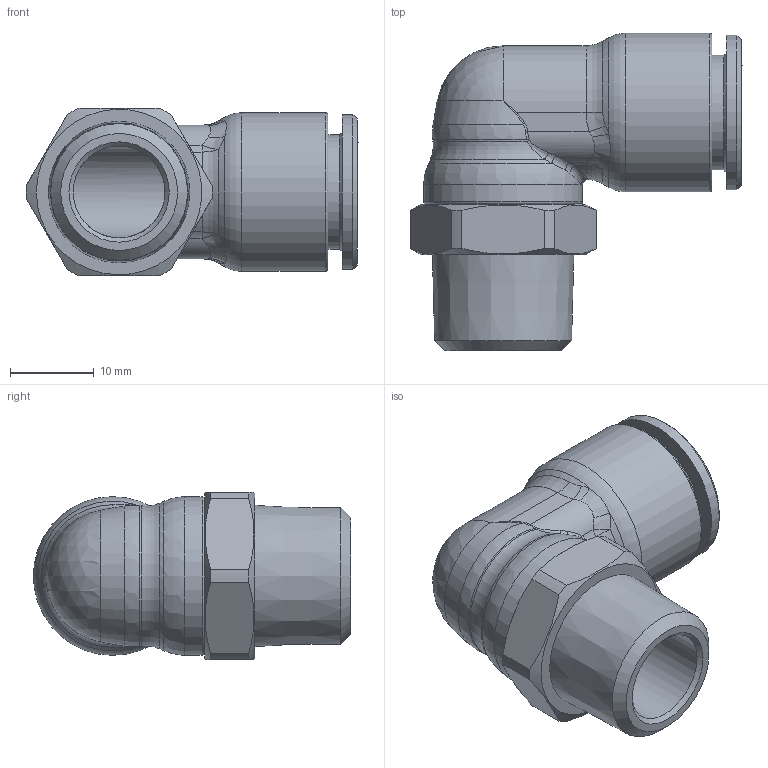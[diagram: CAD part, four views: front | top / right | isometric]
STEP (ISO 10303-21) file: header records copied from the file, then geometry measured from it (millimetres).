
FILE_DESCRIPTION(/* description */ ('STEP AP214'),/* implementation_level */ '2;1');
FILE_NAME(/* name */ 'B0060063',/* time_stamp */ '2023-03-29T16:17:34+02:00',/* author */ ('License CC BY-ND 4.0'),/* organization */ ('CADENAS'),/* preprocessor_version */ 'ST-DEVELOPER v19.3',/* originating_system */ 'PARTsolutions',/* authorisation */ ' ');
FILE_SCHEMA (('AUTOMOTIVE_DESIGN {1 0 10303 214 3 1 1}'));
Length unit declared in the file: millimetre
Products named in the file (1): B0060063
Bounding box: 39.75 x 38 x 20 mm (x, y, z)
Volume: 8022 mm3; surface area: 5795.2 mm2
Topology: 1 solids, 1 shells, 201 faces, 509 edges, 326 vertices
Faces by surface type: plane 88, bspline 69, cylinder 20, cone 13, torus 8, sphere 3
Full cylindrical faces by diameter (mm): 11 x2, 12.15 x1, 13.7 x1, 18.5 x1, 19 x2
Entity records: 9968 total; most frequent: CARTESIAN_POINT 4312, ORIENTED_EDGE 958, DIRECTION 674, EDGE_CURVE 479, VERTEX_POINT 316, LINE 240, VECTOR 240, EDGE_LOOP 239
